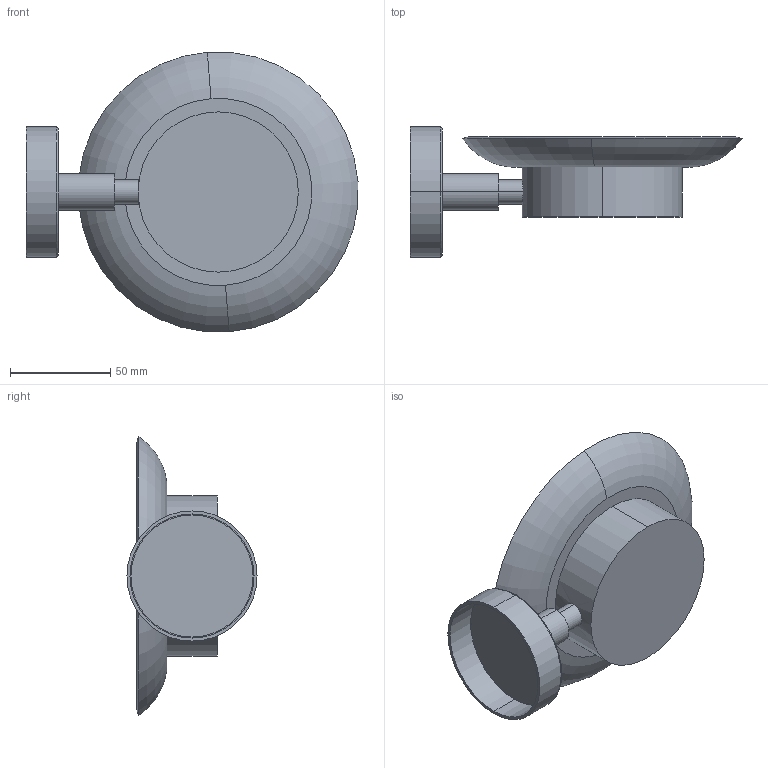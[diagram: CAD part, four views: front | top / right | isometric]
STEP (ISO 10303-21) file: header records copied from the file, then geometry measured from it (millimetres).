
FILE_DESCRIPTION (( 'STEP AP203' ), '1' );
FILE_NAME ('21581 - Marbea.STEP', '2013-03-22T17:09:20', ( '' ), ( '' ), 'SwSTEP 2.0', 'SolidWorks 2012', '' );
FILE_SCHEMA (( 'CONFIG_CONTROL_DESIGN' ));
Length unit declared in the file: millimetre
Products named in the file (5): 21581 - Marbea; Marbea 002.- mydelniczka SLDPRT; Marbea 001; Marbea 004.- mydelniczka SLDPRT; Marbea 003.- mydelniczka SLDPRT
Assembly tree (4 placements, depth 2):
  21581 - Marbea
    Marbea 001
    Marbea 002.- mydelniczka SLDPRT
    Marbea 003.- mydelniczka SLDPRT
    Marbea 004.- mydelniczka SLDPRT
Bounding box: 165.79 x 65 x 139.58 mm (x, y, z)
Volume: 195696.7 mm3; surface area: 69077.2 mm2
Topology: 4 solids, 4 shells, 39 faces, 70 edges, 44 vertices
Faces by surface type: cylinder 16, plane 13, torus 8, cone 2
Entity records: 1572 total; most frequent: CARTESIAN_POINT 243, DIRECTION 210, ORIENTED_EDGE 140, AXIS2_PLACEMENT_3D 96, EDGE_CURVE 70, CIRCLE 50, PERSON_AND_ORGANIZATION 44, VERTEX_POINT 44
